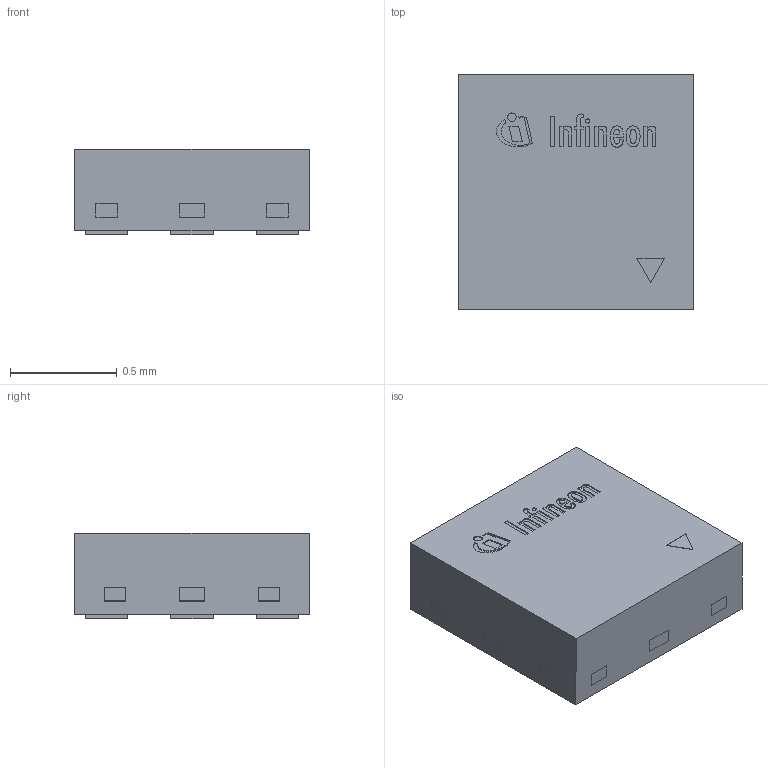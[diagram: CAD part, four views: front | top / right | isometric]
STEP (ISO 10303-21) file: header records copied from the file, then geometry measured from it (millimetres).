
FILE_DESCRIPTION (( 'STEP AP214' ), '1' );
FILE_NAME ('BGS13SN8.STEP', '2021-02-18T12:53:26', ( '' ), ( '' ), 'SwSTEP 2.0', 'SolidWorks 2018', '' );
FILE_SCHEMA (( 'AUTOMOTIVE_DESIGN' ));
Length unit declared in the file: millimetre
Products named in the file (1): BGS13SN8
Bounding box: 1.1 x 1.1 x 0.4 mm (x, y, z)
Volume: 0.5 mm3; surface area: 4.8 mm2
Topology: 13 solids, 13 shells, 397 faces, 1008 edges, 672 vertices
Faces by surface type: plane 252, cylinder 145
Entity records: 16501 total; most frequent: DIRECTION 2094, CARTESIAN_POINT 2078, ORIENTED_EDGE 2016, EDGE_CURVE 1008, VECTOR 718, LINE 718, AXIS2_PLACEMENT_3D 688, VERTEX_POINT 672
